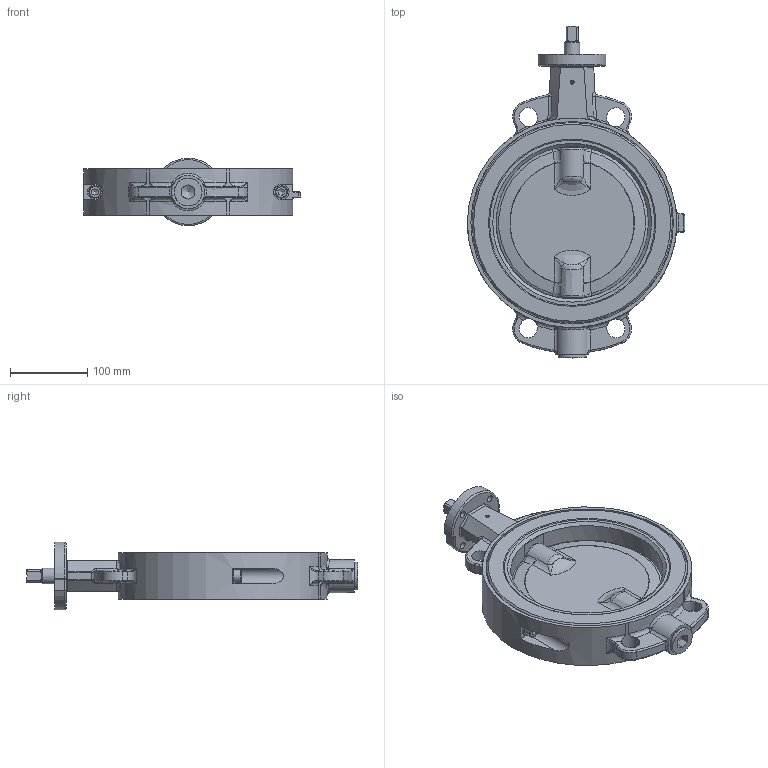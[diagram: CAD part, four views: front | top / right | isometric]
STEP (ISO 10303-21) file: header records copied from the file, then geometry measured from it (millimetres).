
FILE_DESCRIPTION((''),'2;1');
FILE_NAME('Z011-K1-GMX-DN200.stp','2009-01-14T11:18:50',('hellwig'),(''),'Autodesk Inventor 2008','Autodesk Inventor 2008','');
FILE_SCHEMA(('AUTOMOTIVE_DESIGN { 1 0 10303 214 1 1 1 1 }'));
Length unit declared in the file: millimetre
Products named in the file (1): Bauteil1
Bounding box: 282 x 431 x 87.67 mm (x, y, z)
Volume: 2424259.8 mm3; surface area: 324899.1 mm2
Topology: 1 solids, 17 shells, 613 faces, 1479 edges, 879 vertices
Faces by surface type: bspline 217, plane 144, cylinder 135, torus 63, cone 52, sphere 2
Full cylindrical faces by diameter (mm): 4 x1, 4.917 x1, 6 x1, 8.376 x2, 10 x2, 16 x3, 16.3 x1, 18.7 x3, 19 x1, 20 x7, 20.2 x3, 20.3 x1, 20.35 x3, 24.95 x3, 25 x1, 30.3 x1, 35.9 x1, 36 x1, 215.6 x2, 260 x1, 263 x1
Entity records: 29204 total; most frequent: CARTESIAN_POINT 16319, ORIENTED_EDGE 2548, DIRECTION 2253, EDGE_CURVE 1274, AXIS2_PLACEMENT_3D 964, VERTEX_POINT 828, EDGE_LOOP 788, STYLED_ITEM 614
